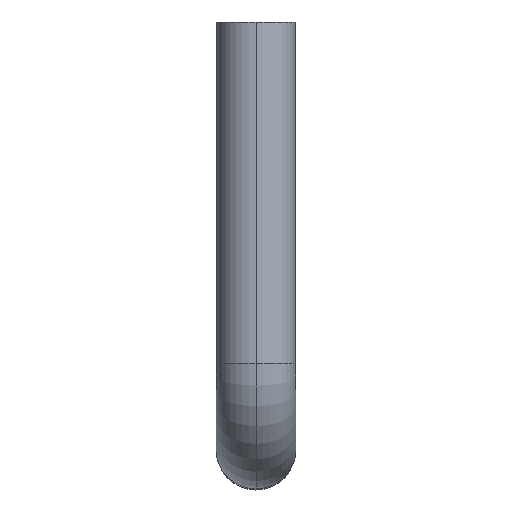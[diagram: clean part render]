
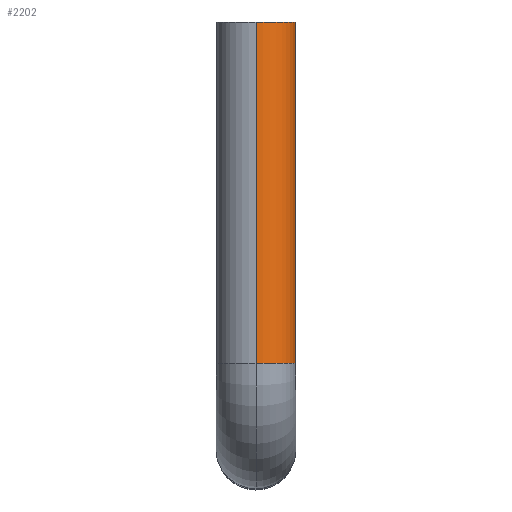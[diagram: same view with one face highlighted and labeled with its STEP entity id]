
A CAD part, top view. The second image highlights one B-rep face of the part: STEP entity #2202.
In plain terms, the highlighted cylindrical face has radius 7 mm (diameter 14 mm), a partial arc.
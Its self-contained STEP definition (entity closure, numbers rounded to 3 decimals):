
#154 = AXIS2_PLACEMENT_3D ( 'NONE', #11189, #3814, #2561 ) ;
#667 = CARTESIAN_POINT ( 'NONE',  ( 0., 75., 162. ) ) ;
#1305 = EDGE_CURVE ( 'NONE', #5179, #9764, #2296, .T. ) ;
#1850 = ORIENTED_EDGE ( 'NONE', *, *, #4590, .F. ) ;
#2183 = CARTESIAN_POINT ( 'NONE',  ( 0., 15., 155. ) ) ;
#2202 = ADVANCED_FACE ( 'NONE', ( #12750 ), #3870, .T. ) ;
#2296 = LINE ( 'NONE', #12978, #13324 ) ;
#2561 = DIRECTION ( 'NONE',  ( 1., 0., 0. ) ) ;
#2617 = DIRECTION ( 'NONE',  ( 0., -1., 0. ) ) ;
#2753 = EDGE_LOOP ( 'NONE', ( #1850, #12035, #6412, #6489 ) ) ;
#3387 = DIRECTION ( 'NONE',  ( 0., -1., 0. ) ) ;
#3571 = AXIS2_PLACEMENT_3D ( 'NONE', #2183, #5273, #10573 ) ;
#3814 = DIRECTION ( 'NONE',  ( 0., 1., 0. ) ) ;
#3870 = CYLINDRICAL_SURFACE ( 'NONE', #4302, 7. ) ;
#3953 = CARTESIAN_POINT ( 'NONE',  ( 0., 75., 162. ) ) ;
#4302 = AXIS2_PLACEMENT_3D ( 'NONE', #13215, #2617, #13307 ) ;
#4590 = EDGE_CURVE ( 'NONE', #7872, #5179, #13303, .T. ) ;
#4873 = CARTESIAN_POINT ( 'NONE',  ( 0., 15., 148. ) ) ;
#4917 = VERTEX_POINT ( 'NONE', #11126 ) ;
#5035 = DIRECTION ( 'NONE',  ( 0., -1., 0. ) ) ;
#5179 = VERTEX_POINT ( 'NONE', #12073 ) ;
#5273 = DIRECTION ( 'NONE',  ( 0., 1., 0. ) ) ;
#6064 = LINE ( 'NONE', #3953, #8886 ) ;
#6412 = ORIENTED_EDGE ( 'NONE', *, *, #9454, .T. ) ;
#6489 = ORIENTED_EDGE ( 'NONE', *, *, #1305, .F. ) ;
#7872 = VERTEX_POINT ( 'NONE', #667 ) ;
#7893 = EDGE_CURVE ( 'NONE', #7872, #4917, #6064, .T. ) ;
#7921 = CIRCLE ( 'NONE', #3571, 7. ) ;
#8886 = VECTOR ( 'NONE', #5035, 1000. ) ;
#9454 = EDGE_CURVE ( 'NONE', #4917, #9764, #7921, .T. ) ;
#9764 = VERTEX_POINT ( 'NONE', #4873 ) ;
#10573 = DIRECTION ( 'NONE',  ( 1., 0., 0. ) ) ;
#11126 = CARTESIAN_POINT ( 'NONE',  ( 0., 15., 162. ) ) ;
#11189 = CARTESIAN_POINT ( 'NONE',  ( 0., 75., 155. ) ) ;
#12035 = ORIENTED_EDGE ( 'NONE', *, *, #7893, .T. ) ;
#12073 = CARTESIAN_POINT ( 'NONE',  ( 0., 75., 148. ) ) ;
#12750 = FACE_OUTER_BOUND ( 'NONE', #2753, .T. ) ;
#12978 = CARTESIAN_POINT ( 'NONE',  ( 0., 75., 148. ) ) ;
#13215 = CARTESIAN_POINT ( 'NONE',  ( 0., 75., 155. ) ) ;
#13303 = CIRCLE ( 'NONE', #154, 7. ) ;
#13307 = DIRECTION ( 'NONE',  ( 0., 0., -1. ) ) ;
#13324 = VECTOR ( 'NONE', #3387, 1000. ) ;
